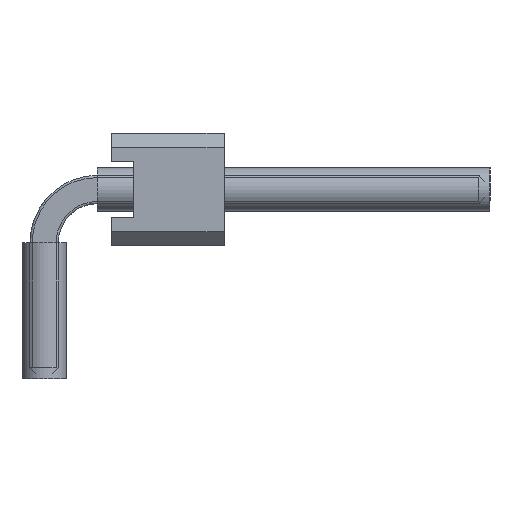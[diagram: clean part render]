
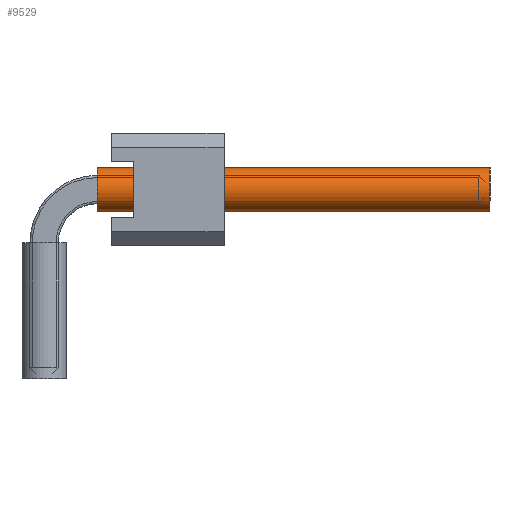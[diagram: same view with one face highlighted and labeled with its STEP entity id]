
A CAD part, left-side view. The second image highlights one B-rep face of the part: STEP entity #9529.
In plain terms, the highlighted cylindrical face has radius 0.5 mm (diameter 1 mm), a full revolution.
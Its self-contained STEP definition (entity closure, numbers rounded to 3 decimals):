
#5370=ORIENTED_EDGE('',*,*,#6728,.F.);
#5371=ORIENTED_EDGE('',*,*,#6729,.T.);
#6728=EDGE_CURVE('',#7632,#7632,#7892,.T.);
#6729=EDGE_CURVE('',#7633,#7633,#7893,.T.);
#7632=VERTEX_POINT('',#15678);
#7633=VERTEX_POINT('',#15680);
#7892=CIRCLE('',#10307,0.5);
#7893=CIRCLE('',#10308,0.5);
#8414=EDGE_LOOP('',(#5370));
#8415=EDGE_LOOP('',(#5371));
#8936=FACE_BOUND('',#8414,.T.);
#8937=FACE_BOUND('',#8415,.T.);
#9069=CYLINDRICAL_SURFACE('',#10306,0.5);
#9529=ADVANCED_FACE('',(#8936,#8937),#9069,.F.);
#10306=AXIS2_PLACEMENT_3D('',#15676,#12891,#12892);
#10307=AXIS2_PLACEMENT_3D('',#15677,#12893,#12894);
#10308=AXIS2_PLACEMENT_3D('',#15679,#12895,#12896);
#12891=DIRECTION('',(1.,0.,0.));
#12892=DIRECTION('',(0.,0.,-1.));
#12893=DIRECTION('',(-1.,0.,0.));
#12894=DIRECTION('',(0.,0.,1.));
#12895=DIRECTION('',(-1.,0.,0.));
#12896=DIRECTION('',(0.,0.,1.));
#15676=CARTESIAN_POINT('',(1.2,0.,4.27));
#15677=CARTESIAN_POINT('',(10.06,0.,4.27));
#15678=CARTESIAN_POINT('',(10.06,0.,4.77));
#15679=CARTESIAN_POINT('',(1.2,0.,4.27));
#15680=CARTESIAN_POINT('',(1.2,0.,4.77));
